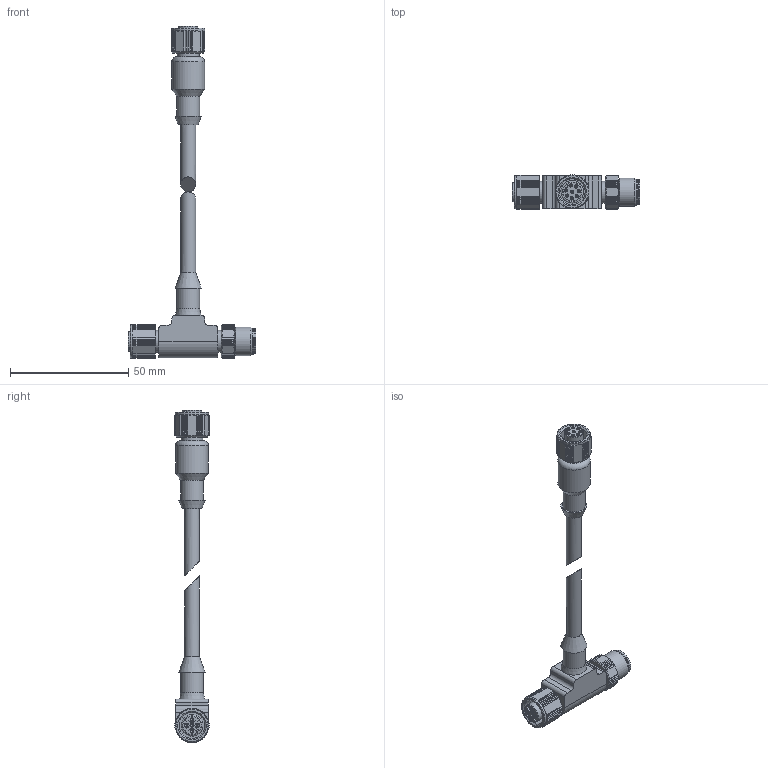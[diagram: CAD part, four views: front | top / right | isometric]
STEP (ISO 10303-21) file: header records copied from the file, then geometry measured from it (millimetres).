
FILE_DESCRIPTION(/* description */ ('STEP AP214'),/* implementation_level */ '2;1');
FILE_NAME(/* name */ '570971_VAVE-P8-VPS',/* time_stamp */ '2024-09-16T10:24:49+02:00',/* author */ ('License CC BY-ND 4.0'),/* organization */ ('CADENAS'),/* preprocessor_version */ 'ST-DEVELOPER v19.3',/* originating_system */ 'PARTsolutions',/* authorisation */ ' ');
FILE_SCHEMA (('AUTOMOTIVE_DESIGN {1 0 10303 214 3 1 1}'));
Length unit declared in the file: millimetre
Products named in the file (3): 570971 VAVE-P8-VPS; 570971 VAVE-M12W8---(part); 570971 VAVE-M12G8---(part)
Assembly tree (2 placements, depth 2):
  570971 VAVE-P8-VPS
    570971 VAVE-M12W8---(part)
    570971 VAVE-M12G8---(part)
Bounding box: 54 x 14.51 x 140.1 mm (x, y, z)
Volume: 15518.5 mm3; surface area: 8850.2 mm2
Topology: 2 solids, 3 shells, 349 faces, 932 edges, 607 vertices
Faces by surface type: plane 224, cylinder 56, cone 52, torus 9, sphere 8
Full cylindrical faces by diameter (mm): 0.8 x8, 0.92 x8, 1.1 x5, 6.3 x2, 7.65 x1, 8.3 x1, 9.22 x3, 9.6 x2, 9.9 x1, 10.5 x1, 10.7 x1, 10.917 x2, 12 x1, 13.8 x1, 14 x2
Entity records: 10201 total; most frequent: CARTESIAN_POINT 2444, ORIENTED_EDGE 1576, DIRECTION 1418, EDGE_CURVE 788, VERTEX_POINT 568, AXIS2_PLACEMENT_3D 522, FACE_BOUND 474, EDGE_LOOP 461
